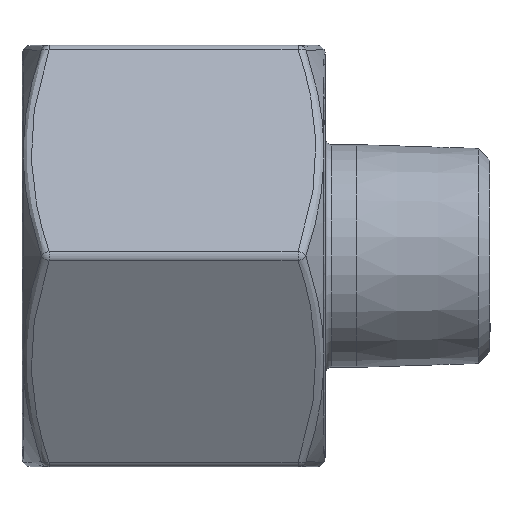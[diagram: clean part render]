
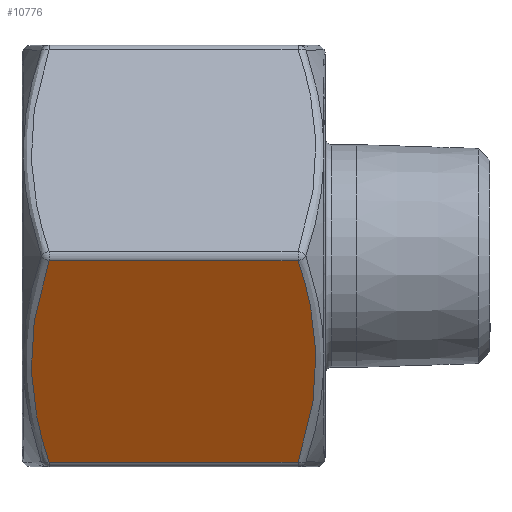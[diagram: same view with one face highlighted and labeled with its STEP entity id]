
A CAD part, front view. The second image highlights one B-rep face of the part: STEP entity #10776.
In plain terms, the highlighted planar face has unit normal (0, -0.866, -0.5).
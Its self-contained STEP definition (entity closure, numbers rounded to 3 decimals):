
#257 = LINE ( 'NONE', #6655, #12642 ) ;
#379 = VERTEX_POINT ( 'NONE', #11559 ) ;
#597 = CARTESIAN_POINT ( 'NONE',  ( 1.3, -16.826, -2.857 ) ) ;
#816 = VERTEX_POINT ( 'NONE', #1755 ) ;
#1072 = CARTESIAN_POINT ( 'NONE',  ( 20.941, -9.44, -15.65 ) ) ;
#1682 = CARTESIAN_POINT ( 'NONE',  ( 2.059, -9.44, -15.65 ) ) ;
#1755 = CARTESIAN_POINT ( 'NONE',  ( 20.941, -18.273, -0.35 ) ) ;
#2267 = PLANE ( 'NONE',  #2890 ) ;
#2341 = EDGE_CURVE ( 'NONE', #379, #9609, #10617, .T. ) ;
#2890 = AXIS2_PLACEMENT_3D ( 'NONE', #15100, #11045, #7480 ) ;
#2949 = CARTESIAN_POINT ( 'NONE',  ( 20.941, -9.44, -15.65 ) ) ;
#2957 = CARTESIAN_POINT ( 'NONE',  ( 22.276, -14.601, -6.711 ) ) ;
#3289 = CARTESIAN_POINT ( 'NONE',  ( 0.849, -12.366, -10.582 ) ) ;
#3371 = CARTESIAN_POINT ( 'NONE',  ( 0.824, -15.358, -5.4 ) ) ;
#4384 = CARTESIAN_POINT ( 'NONE',  ( 2.059, -18.273, -0.35 ) ) ;
#4564 = VECTOR ( 'NONE', #12369, 1000. ) ;
#6249 = DIRECTION ( 'NONE',  ( -1., 0., 0. ) ) ;
#6655 = CARTESIAN_POINT ( 'NONE',  ( 11.5, -18.273, -0.35 ) ) ;
#6923 = CARTESIAN_POINT ( 'NONE',  ( 22.308, -14.223, -7.364 ) ) ;
#7480 = DIRECTION ( 'NONE',  ( 0., -0.5, 0.866 ) ) ;
#7625 = CARTESIAN_POINT ( 'NONE',  ( 22.306, -13.097, -9.315 ) ) ;
#8752 = FACE_OUTER_BOUND ( 'NONE', #15653, .T. ) ;
#9522 = ORIENTED_EDGE ( 'NONE', *, *, #14917, .T. ) ;
#9547 = CARTESIAN_POINT ( 'NONE',  ( 0.692, -13.489, -8.636 ) ) ;
#9609 = VERTEX_POINT ( 'NONE', #1682 ) ;
#9634 = CARTESIAN_POINT ( 'NONE',  ( 0.941, -11.995, -11.224 ) ) ;
#10098 = CARTESIAN_POINT ( 'NONE',  ( 21.7, -10.887, -13.143 ) ) ;
#10244 = ORIENTED_EDGE ( 'NONE', *, *, #12253, .T. ) ;
#10468 = EDGE_CURVE ( 'NONE', #15656, #816, #15506, .T. ) ;
#10617 = B_SPLINE_CURVE_WITH_KNOTS ( 'NONE', 3,
 ( #4384, #12162, #597, #3371, #12334, #9547, #10896, #3289, #9634, #14780, #11137, #10975 ),
 .UNSPECIFIED., .F., .F.,
 ( 4, 2, 2, 2, 2, 4 ),
 ( 0., 0.004, 0.009, 0.011, 0.013, 0.018 ),
 .UNSPECIFIED. ) ;
#10776 = ADVANCED_FACE ( 'NONE', ( #8752 ), #2267, .T. ) ;
#10815 = CARTESIAN_POINT ( 'NONE',  ( 21.358, -17.551, -1.601 ) ) ;
#10896 = CARTESIAN_POINT ( 'NONE',  ( 0.724, -13.112, -9.289 ) ) ;
#10901 = ORIENTED_EDGE ( 'NONE', *, *, #2341, .T. ) ;
#10975 = CARTESIAN_POINT ( 'NONE',  ( 2.059, -9.44, -15.65 ) ) ;
#10977 = ORIENTED_EDGE ( 'NONE', *, *, #10468, .T. ) ;
#11045 = DIRECTION ( 'NONE',  ( 0., -0.866, -0.5 ) ) ;
#11095 = LINE ( 'NONE', #16157, #4564 ) ;
#11137 = CARTESIAN_POINT ( 'NONE',  ( 1.642, -10.162, -14.399 ) ) ;
#11559 = CARTESIAN_POINT ( 'NONE',  ( 2.059, -18.273, -0.35 ) ) ;
#12162 = CARTESIAN_POINT ( 'NONE',  ( 1.643, -17.552, -1.599 ) ) ;
#12253 = EDGE_CURVE ( 'NONE', #816, #379, #257, .T. ) ;
#12334 = CARTESIAN_POINT ( 'NONE',  ( 0.694, -14.616, -6.685 ) ) ;
#12369 = DIRECTION ( 'NONE',  ( 1., 0., 0. ) ) ;
#12642 = VECTOR ( 'NONE', #6249, 1000. ) ;
#13256 = CARTESIAN_POINT ( 'NONE',  ( 20.941, -18.273, -0.35 ) ) ;
#13969 = CARTESIAN_POINT ( 'NONE',  ( 22.176, -12.355, -10.6 ) ) ;
#14623 = CARTESIAN_POINT ( 'NONE',  ( 22.059, -15.718, -4.776 ) ) ;
#14780 = CARTESIAN_POINT ( 'NONE',  ( 1.298, -10.89, -13.138 ) ) ;
#14917 = EDGE_CURVE ( 'NONE', #9609, #15656, #11095, .T. ) ;
#15100 = CARTESIAN_POINT ( 'NONE',  ( 11.5, -9.238, -16. ) ) ;
#15506 = B_SPLINE_CURVE_WITH_KNOTS ( 'NONE', 3,
 ( #1072, #16484, #10098, #13969, #7625, #6923, #2957, #16213, #14623, #15955, #10815, #13256 ),
 .UNSPECIFIED., .F., .F.,
 ( 4, 2, 2, 2, 2, 4 ),
 ( 0., 0.004, 0.009, 0.011, 0.013, 0.018 ),
 .UNSPECIFIED. ) ;
#15653 = EDGE_LOOP ( 'NONE', ( #9522, #10977, #10244, #10901 ) ) ;
#15656 = VERTEX_POINT ( 'NONE', #2949 ) ;
#15955 = CARTESIAN_POINT ( 'NONE',  ( 21.702, -16.823, -2.862 ) ) ;
#16157 = CARTESIAN_POINT ( 'NONE',  ( 11.5, -9.44, -15.65 ) ) ;
#16213 = CARTESIAN_POINT ( 'NONE',  ( 22.151, -15.347, -5.418 ) ) ;
#16484 = CARTESIAN_POINT ( 'NONE',  ( 21.357, -10.161, -14.401 ) ) ;
